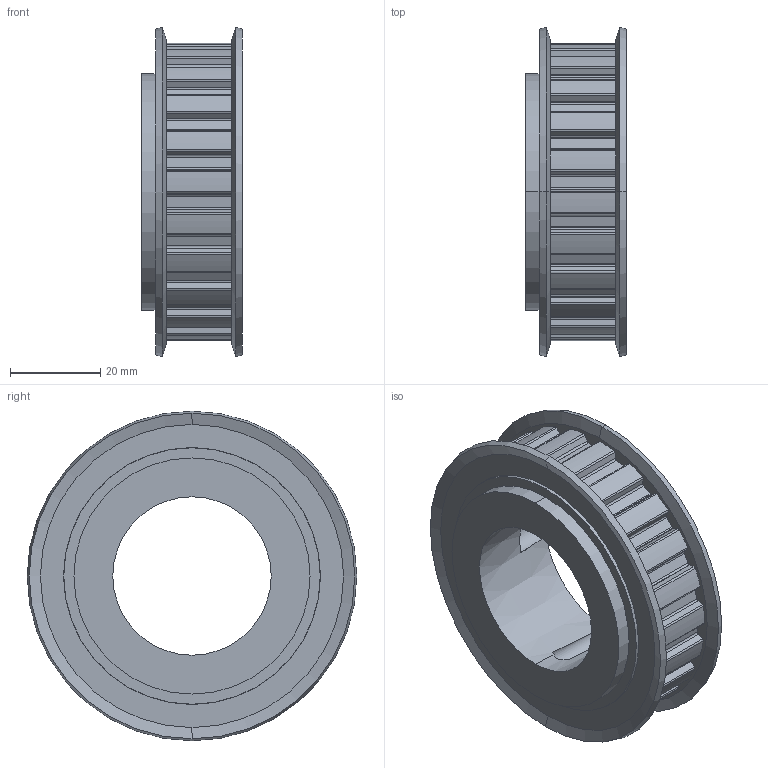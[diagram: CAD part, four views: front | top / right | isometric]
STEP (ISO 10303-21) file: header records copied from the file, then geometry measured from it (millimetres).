
FILE_DESCRIPTION (( 'STEP AP214' ), '1' );
FILE_NAME ('STL22L050AF-1108.step', '2019-07-31T12:10:17', ( '' ), ( '' ), 'SwSTEP 2.0', 'SolidWorks 2018', '' );
FILE_SCHEMA (( 'AUTOMOTIVE_DESIGN' ));
Length unit declared in the file: millimetre
Products named in the file (1): STL22L050AF-1108
Bounding box: 22.29 x 73.03 x 73.03 mm (x, y, z)
Volume: 46444.8 mm3; surface area: 25114.3 mm2
Topology: 4 solids, 4 shells, 239 faces, 687 edges, 453 vertices
Faces by surface type: cylinder 145, plane 76, cone 18
Entity records: 8265 total; most frequent: DIRECTION 1460, CARTESIAN_POINT 1440, ORIENTED_EDGE 1366, EDGE_CURVE 683, AXIS2_PLACEMENT_3D 551, VERTEX_POINT 453, LINE 358, VECTOR 358
